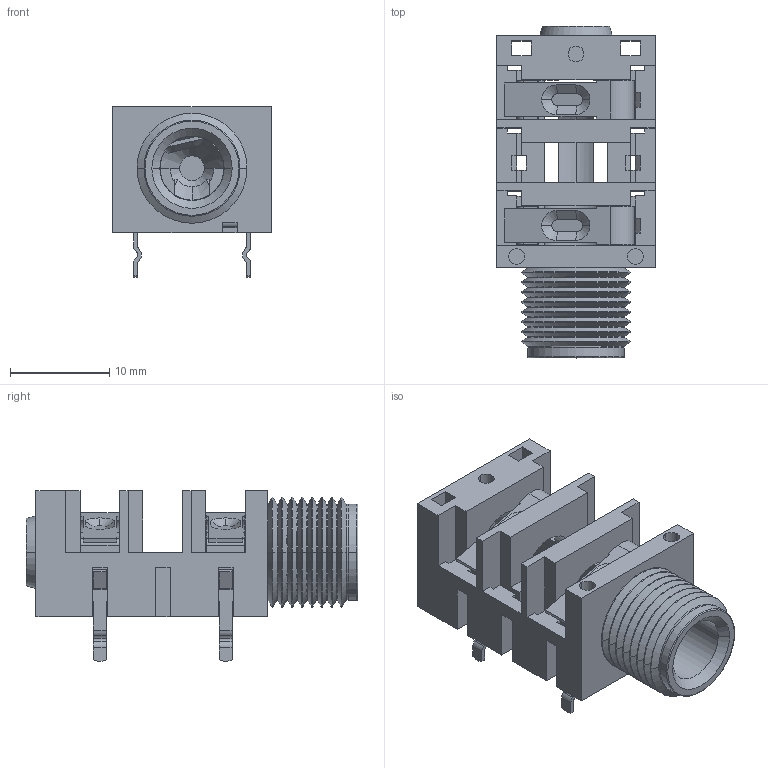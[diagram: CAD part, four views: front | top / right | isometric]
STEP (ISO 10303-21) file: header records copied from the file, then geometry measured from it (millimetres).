
FILE_DESCRIPTION(/* description */ ('STEP AP214'),/* implementation_level */ '2;1');
FILE_NAME(/* name */ '6011ae04f073ff14db5a4ee1',/* time_stamp */ '2021-01-27T18:16:38+00:00',/* author */ (''),/* organization */ (''),/* preprocessor_version */ 'ST-DEVELOPER v18.1',/* originating_system */ ' ',/* authorisation */ ' ');
FILE_SCHEMA (('AUTOMOTIVE_DESIGN {1 0 10303 214 3 1 1}'));
Length unit declared in the file: metre
Products named in the file (6): 389; 320; 133; 32B9E
Bounding box: 16 x 33.5 x 17.2 mm (x, y, z)
Volume: 2802.2 mm3; surface area: 4893.1 mm2
Topology: 6 solids, 6 shells, 637 faces, 1730 edges, 1111 vertices
Faces by surface type: plane 406, cylinder 142, cone 60, bspline 27, torus 2
Entity records: 20225 total; most frequent: CARTESIAN_POINT 3881, ORIENTED_EDGE 3460, DIRECTION 3225, EDGE_CURVE 1730, LINE 1323, VECTOR 1323, VERTEX_POINT 1111, AXIS2_PLACEMENT_3D 951
